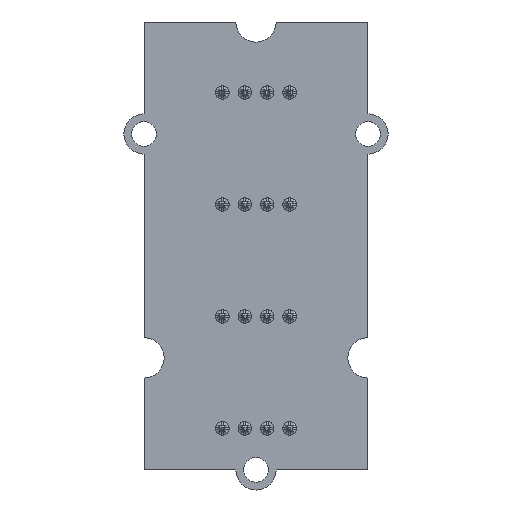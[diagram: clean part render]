
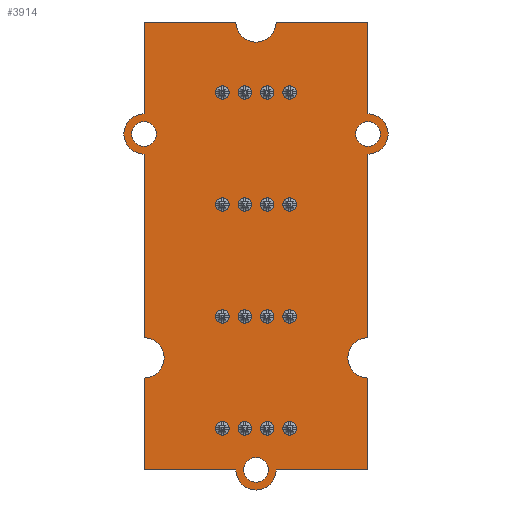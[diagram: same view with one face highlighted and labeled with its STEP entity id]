
A CAD part, front view. The second image highlights one B-rep face of the part: STEP entity #3914.
In plain terms, the highlighted planar face has unit normal (0, -1, 0).
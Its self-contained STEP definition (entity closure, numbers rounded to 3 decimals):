
#303=FACE_BOUND('',#546,.T.);
#304=FACE_BOUND('',#547,.T.);
#305=FACE_BOUND('',#548,.T.);
#311=FACE_OUTER_BOUND('',#545,.T.);
#545=EDGE_LOOP('',(#2636,#2637,#2638,#2639,#2640,#2641,#2642,#2643,#2644,
#2645,#2646,#2647,#2648,#2649,#2650,#2651));
#546=EDGE_LOOP('',(#2652));
#547=EDGE_LOOP('',(#2653));
#548=EDGE_LOOP('',(#2654));
#791=CIRCLE('',#4186,1.8);
#792=CIRCLE('',#4187,1.8);
#793=CIRCLE('',#4188,1.8);
#794=CIRCLE('',#4189,1.8);
#795=CIRCLE('',#4190,1.8);
#796=CIRCLE('',#4191,1.8);
#797=CIRCLE('',#4192,1.1);
#798=CIRCLE('',#4193,1.1);
#799=CIRCLE('',#4194,1.1);
#898=LINE('',#5565,#1307);
#899=LINE('',#5567,#1308);
#900=LINE('',#5571,#1309);
#901=LINE('',#5575,#1310);
#902=LINE('',#5577,#1311);
#903=LINE('',#5581,#1312);
#904=LINE('',#5583,#1313);
#905=LINE('',#5587,#1314);
#906=LINE('',#5591,#1315);
#907=LINE('',#5593,#1316);
#1307=VECTOR('',#4522,8.2);
#1308=VECTOR('',#4523,8.2);
#1309=VECTOR('',#4526,16.4);
#1310=VECTOR('',#4529,8.2);
#1311=VECTOR('',#4530,8.2);
#1312=VECTOR('',#4533,8.2);
#1313=VECTOR('',#4534,8.2);
#1314=VECTOR('',#4537,16.4);
#1315=VECTOR('',#4540,8.2);
#1316=VECTOR('',#4541,8.2);
#1725=VERTEX_POINT('',#5563);
#1726=VERTEX_POINT('',#5564);
#1727=VERTEX_POINT('',#5566);
#1728=VERTEX_POINT('',#5568);
#1729=VERTEX_POINT('',#5570);
#1730=VERTEX_POINT('',#5572);
#1731=VERTEX_POINT('',#5574);
#1732=VERTEX_POINT('',#5576);
#1733=VERTEX_POINT('',#5578);
#1734=VERTEX_POINT('',#5580);
#1735=VERTEX_POINT('',#5582);
#1736=VERTEX_POINT('',#5584);
#1737=VERTEX_POINT('',#5586);
#1738=VERTEX_POINT('',#5588);
#1739=VERTEX_POINT('',#5590);
#1740=VERTEX_POINT('',#5592);
#1741=VERTEX_POINT('',#5595);
#1742=VERTEX_POINT('',#5597);
#1743=VERTEX_POINT('',#5599);
#2073=EDGE_CURVE('',#1725,#1726,#898,.T.);
#2074=EDGE_CURVE('',#1727,#1725,#899,.T.);
#2075=EDGE_CURVE('',#1728,#1727,#791,.T.);
#2076=EDGE_CURVE('',#1729,#1728,#900,.T.);
#2077=EDGE_CURVE('',#1730,#1729,#792,.T.);
#2078=EDGE_CURVE('',#1731,#1730,#901,.T.);
#2079=EDGE_CURVE('',#1732,#1731,#902,.T.);
#2080=EDGE_CURVE('',#1733,#1732,#793,.T.);
#2081=EDGE_CURVE('',#1734,#1733,#903,.T.);
#2082=EDGE_CURVE('',#1735,#1734,#904,.T.);
#2083=EDGE_CURVE('',#1736,#1735,#794,.T.);
#2084=EDGE_CURVE('',#1737,#1736,#905,.T.);
#2085=EDGE_CURVE('',#1738,#1737,#795,.T.);
#2086=EDGE_CURVE('',#1739,#1738,#906,.T.);
#2087=EDGE_CURVE('',#1740,#1739,#907,.T.);
#2088=EDGE_CURVE('',#1726,#1740,#796,.T.);
#2089=EDGE_CURVE('',#1741,#1741,#797,.T.);
#2090=EDGE_CURVE('',#1742,#1742,#798,.T.);
#2091=EDGE_CURVE('',#1743,#1743,#799,.T.);
#2636=ORIENTED_EDGE('',*,*,#2073,.F.);
#2637=ORIENTED_EDGE('',*,*,#2074,.F.);
#2638=ORIENTED_EDGE('',*,*,#2075,.F.);
#2639=ORIENTED_EDGE('',*,*,#2076,.F.);
#2640=ORIENTED_EDGE('',*,*,#2077,.F.);
#2641=ORIENTED_EDGE('',*,*,#2078,.F.);
#2642=ORIENTED_EDGE('',*,*,#2079,.F.);
#2643=ORIENTED_EDGE('',*,*,#2080,.F.);
#2644=ORIENTED_EDGE('',*,*,#2081,.F.);
#2645=ORIENTED_EDGE('',*,*,#2082,.F.);
#2646=ORIENTED_EDGE('',*,*,#2083,.F.);
#2647=ORIENTED_EDGE('',*,*,#2084,.F.);
#2648=ORIENTED_EDGE('',*,*,#2085,.F.);
#2649=ORIENTED_EDGE('',*,*,#2086,.F.);
#2650=ORIENTED_EDGE('',*,*,#2087,.F.);
#2651=ORIENTED_EDGE('',*,*,#2088,.F.);
#2652=ORIENTED_EDGE('',*,*,#2089,.T.);
#2653=ORIENTED_EDGE('',*,*,#2090,.T.);
#2654=ORIENTED_EDGE('',*,*,#2091,.T.);
#3744=PLANE('',#4185);
#3914=ADVANCED_FACE('',(#311,#303,#304,#305),#3744,.F.);
#4185=AXIS2_PLACEMENT_3D('',#5562,#4520,#4521);
#4186=AXIS2_PLACEMENT_3D('',#5569,#4524,#4525);
#4187=AXIS2_PLACEMENT_3D('',#5573,#4527,#4528);
#4188=AXIS2_PLACEMENT_3D('',#5579,#4531,#4532);
#4189=AXIS2_PLACEMENT_3D('',#5585,#4535,#4536);
#4190=AXIS2_PLACEMENT_3D('',#5589,#4538,#4539);
#4191=AXIS2_PLACEMENT_3D('',#5594,#4542,#4543);
#4192=AXIS2_PLACEMENT_3D('',#5596,#4544,#4545);
#4193=AXIS2_PLACEMENT_3D('',#5598,#4546,#4547);
#4194=AXIS2_PLACEMENT_3D('',#5600,#4548,#4549);
#4520=DIRECTION('center_axis',(0.,1.,0.));
#4521=DIRECTION('ref_axis',(0.,0.,1.));
#4522=DIRECTION('',(0.,0.,1.));
#4523=DIRECTION('',(-1.,0.,0.));
#4524=DIRECTION('center_axis',(0.,-1.,0.));
#4525=DIRECTION('ref_axis',(0.,0.,1.));
#4526=DIRECTION('',(-1.,0.,0.));
#4527=DIRECTION('center_axis',(0.,1.,0.));
#4528=DIRECTION('ref_axis',(0.,0.,1.));
#4529=DIRECTION('',(-1.,0.,0.));
#4530=DIRECTION('',(0.,0.,-1.));
#4531=DIRECTION('center_axis',(0.,-1.,0.));
#4532=DIRECTION('ref_axis',(0.,0.,1.));
#4533=DIRECTION('',(0.,0.,-1.));
#4534=DIRECTION('',(1.,0.,0.));
#4535=DIRECTION('center_axis',(0.,1.,0.));
#4536=DIRECTION('ref_axis',(0.,0.,1.));
#4537=DIRECTION('',(1.,0.,0.));
#4538=DIRECTION('center_axis',(0.,-1.,0.));
#4539=DIRECTION('ref_axis',(0.,0.,1.));
#4540=DIRECTION('',(1.,0.,0.));
#4541=DIRECTION('',(0.,0.,1.));
#4542=DIRECTION('center_axis',(0.,1.,0.));
#4543=DIRECTION('ref_axis',(0.,0.,1.));
#4544=DIRECTION('center_axis',(0.,1.,0.));
#4545=DIRECTION('ref_axis',(0.,0.,1.));
#4546=DIRECTION('center_axis',(0.,1.,0.));
#4547=DIRECTION('ref_axis',(0.,0.,1.));
#4548=DIRECTION('center_axis',(0.,1.,0.));
#4549=DIRECTION('ref_axis',(0.,0.,1.));
#5562=CARTESIAN_POINT('Origin',(-20.,0.,0.));
#5563=CARTESIAN_POINT('',(-20.,0.,-10.));
#5564=CARTESIAN_POINT('',(-20.,0.,-1.8));
#5565=CARTESIAN_POINT('',(-20.,0.,-10.));
#5566=CARTESIAN_POINT('',(-11.8,0.,-10.));
#5567=CARTESIAN_POINT('',(-11.8,0.,-10.));
#5568=CARTESIAN_POINT('',(-8.2,0.,-10.));
#5569=CARTESIAN_POINT('Origin',(-10.,0.,-10.));
#5570=CARTESIAN_POINT('',(8.2,0.,-10.));
#5571=CARTESIAN_POINT('',(8.2,0.,-10.));
#5572=CARTESIAN_POINT('',(11.8,0.,-10.));
#5573=CARTESIAN_POINT('Origin',(10.,0.,-10.));
#5574=CARTESIAN_POINT('',(20.,0.,-10.));
#5575=CARTESIAN_POINT('',(20.,0.,-10.));
#5576=CARTESIAN_POINT('',(20.,0.,-1.8));
#5577=CARTESIAN_POINT('',(20.,0.,-1.8));
#5578=CARTESIAN_POINT('',(20.,0.,1.8));
#5579=CARTESIAN_POINT('Origin',(20.,0.,0.));
#5580=CARTESIAN_POINT('',(20.,0.,10.));
#5581=CARTESIAN_POINT('',(20.,0.,10.));
#5582=CARTESIAN_POINT('',(11.8,0.,10.));
#5583=CARTESIAN_POINT('',(11.8,0.,10.));
#5584=CARTESIAN_POINT('',(8.2,0.,10.));
#5585=CARTESIAN_POINT('Origin',(10.,0.,10.));
#5586=CARTESIAN_POINT('',(-8.2,0.,10.));
#5587=CARTESIAN_POINT('',(-8.2,0.,10.));
#5588=CARTESIAN_POINT('',(-11.8,0.,10.));
#5589=CARTESIAN_POINT('Origin',(-10.,0.,10.));
#5590=CARTESIAN_POINT('',(-20.,0.,10.));
#5591=CARTESIAN_POINT('',(-20.,0.,10.));
#5592=CARTESIAN_POINT('',(-20.,0.,1.8));
#5593=CARTESIAN_POINT('',(-20.,0.,1.8));
#5594=CARTESIAN_POINT('Origin',(-20.,0.,0.));
#5595=CARTESIAN_POINT('',(10.,0.,-8.9));
#5596=CARTESIAN_POINT('Origin',(10.,0.,-10.));
#5597=CARTESIAN_POINT('',(-20.,0.,1.1));
#5598=CARTESIAN_POINT('Origin',(-20.,0.,0.));
#5599=CARTESIAN_POINT('',(10.,0.,11.1));
#5600=CARTESIAN_POINT('Origin',(10.,0.,10.));
